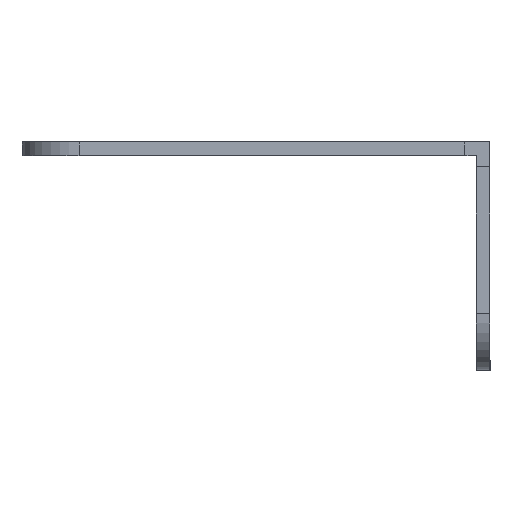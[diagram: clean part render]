
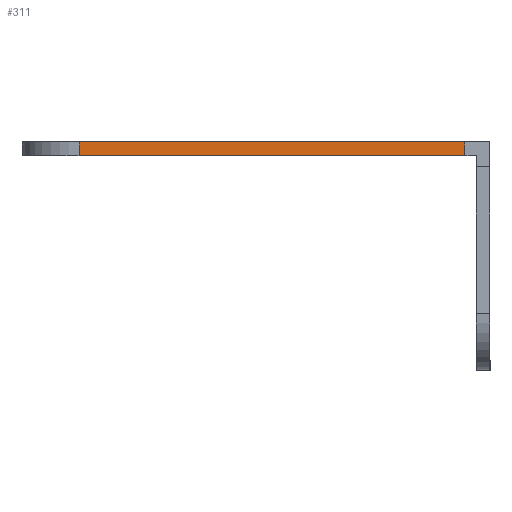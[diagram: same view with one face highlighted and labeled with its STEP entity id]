
A CAD part, left-side view. The second image highlights one B-rep face of the part: STEP entity #311.
In plain terms, the highlighted planar face has unit normal (-1, 0, 0).
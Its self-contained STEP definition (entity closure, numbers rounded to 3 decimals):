
#50 = VERTEX_POINT ( 'NONE', #2077 ) ;
#61 = PLANE ( 'NONE',  #1827 ) ;
#137 = EDGE_CURVE ( 'NONE', #1276, #50, #2352, .T. ) ;
#210 = EDGE_CURVE ( 'NONE', #564, #50, #2648, .T. ) ;
#305 = EDGE_CURVE ( 'NONE', #1276, #516, #1193, .T. ) ;
#311 = ADVANCED_FACE ( 'NONE', ( #1284 ), #61, .T. ) ;
#434 = CARTESIAN_POINT ( 'NONE',  ( -335., -19.4, -1.2 ) ) ;
#516 = VERTEX_POINT ( 'NONE', #2005 ) ;
#564 = VERTEX_POINT ( 'NONE', #753 ) ;
#631 = ORIENTED_EDGE ( 'NONE', *, *, #137, .F. ) ;
#644 = DIRECTION ( 'NONE',  ( 0., 0., 1. ) ) ;
#664 = DIRECTION ( 'NONE',  ( 0., -1., 0. ) ) ;
#745 = LINE ( 'NONE', #1192, #2323 ) ;
#753 = CARTESIAN_POINT ( 'NONE',  ( -335., -19.4, -1.2 ) ) ;
#788 = CARTESIAN_POINT ( 'NONE',  ( -335., 14.4, 0. ) ) ;
#841 = ORIENTED_EDGE ( 'NONE', *, *, #210, .T. ) ;
#889 = DIRECTION ( 'NONE',  ( -1., 0., 0. ) ) ;
#999 = VECTOR ( 'NONE', #644, 1000. ) ;
#1076 = CARTESIAN_POINT ( 'NONE',  ( -335., 19.4, -1.2 ) ) ;
#1192 = CARTESIAN_POINT ( 'NONE',  ( -335., 19.4, -1.2 ) ) ;
#1193 = LINE ( 'NONE', #2123, #2449 ) ;
#1276 = VERTEX_POINT ( 'NONE', #788 ) ;
#1284 = FACE_OUTER_BOUND ( 'NONE', #2308, .T. ) ;
#1525 = DIRECTION ( 'NONE',  ( 0., 0., 1. ) ) ;
#1827 = AXIS2_PLACEMENT_3D ( 'NONE', #1076, #889, #1525 ) ;
#1994 = ORIENTED_EDGE ( 'NONE', *, *, #305, .T. ) ;
#2005 = CARTESIAN_POINT ( 'NONE',  ( -335., 14.4, -1.2 ) ) ;
#2077 = CARTESIAN_POINT ( 'NONE',  ( -335., -19.4, 0. ) ) ;
#2123 = CARTESIAN_POINT ( 'NONE',  ( -335., 14.4, -1.2 ) ) ;
#2157 = VECTOR ( 'NONE', #664, 1000. ) ;
#2293 = ORIENTED_EDGE ( 'NONE', *, *, #2597, .T. ) ;
#2308 = EDGE_LOOP ( 'NONE', ( #631, #1994, #2293, #841 ) ) ;
#2313 = DIRECTION ( 'NONE',  ( 0., 0., -1. ) ) ;
#2323 = VECTOR ( 'NONE', #2635, 1000. ) ;
#2352 = LINE ( 'NONE', #2494, #2157 ) ;
#2449 = VECTOR ( 'NONE', #2313, 1000. ) ;
#2494 = CARTESIAN_POINT ( 'NONE',  ( -335., 19.4, 0. ) ) ;
#2597 = EDGE_CURVE ( 'NONE', #516, #564, #745, .T. ) ;
#2635 = DIRECTION ( 'NONE',  ( 0., -1., 0. ) ) ;
#2648 = LINE ( 'NONE', #434, #999 ) ;
